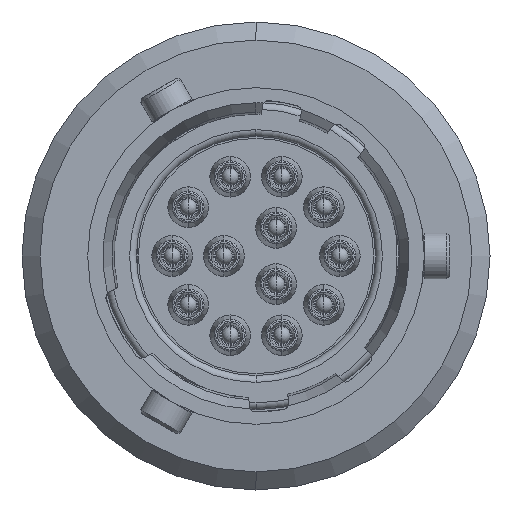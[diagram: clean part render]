
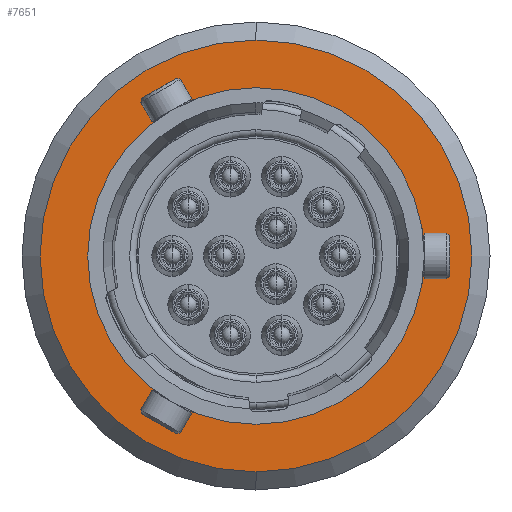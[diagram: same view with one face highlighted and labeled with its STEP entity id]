
A CAD part, left-side view. The second image highlights one B-rep face of the part: STEP entity #7651.
In plain terms, the highlighted planar face has unit normal (-1, 0, 0).
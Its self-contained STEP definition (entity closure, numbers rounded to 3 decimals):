
#1417 = CARTESIAN_POINT ( 'NONE',  ( 15.98, 0., -7.445 ) ) ;
#2199 = DIRECTION ( 'NONE',  ( 0., 0., -1. ) ) ;
#2864 = CIRCLE ( 'NONE', #26940, 7.445 ) ;
#2968 = CARTESIAN_POINT ( 'NONE',  ( 15.98, 7.445, 0. ) ) ;
#3802 = EDGE_LOOP ( 'NONE', ( #21612, #20736 ) ) ;
#4005 = FACE_OUTER_BOUND ( 'NONE', #36352, .T. ) ;
#4138 = VERTEX_POINT ( 'NONE', #35263 ) ;
#7651 = ADVANCED_FACE ( 'NONE', ( #4005, #32541 ), #17270, .F. ) ;
#11115 = CARTESIAN_POINT ( 'NONE',  ( 15.98, 0., 0. ) ) ;
#15200 = CARTESIAN_POINT ( 'NONE',  ( 15.98, 0., 0. ) ) ;
#15656 = DIRECTION ( 'NONE',  ( 0., 0., 1. ) ) ;
#15977 = EDGE_CURVE ( 'NONE', #32145, #4138, #25881, .T. ) ;
#16887 = DIRECTION ( 'NONE',  ( 0., 0., -1. ) ) ;
#17270 = PLANE ( 'NONE',  #43909 ) ;
#17677 = CARTESIAN_POINT ( 'NONE',  ( 15.98, 0., 7.445 ) ) ;
#18385 = VERTEX_POINT ( 'NONE', #1417 ) ;
#20736 = ORIENTED_EDGE ( 'NONE', *, *, #27414, .F. ) ;
#21457 = CARTESIAN_POINT ( 'NONE',  ( 15.98, 0., -9.55 ) ) ;
#21612 = ORIENTED_EDGE ( 'NONE', *, *, #44952, .F. ) ;
#25661 = AXIS2_PLACEMENT_3D ( 'NONE', #44445, #44291, #2199 ) ;
#25881 = CIRCLE ( 'NONE', #36914, 9.55 ) ;
#26940 = AXIS2_PLACEMENT_3D ( 'NONE', #15200, #29463, #15656 ) ;
#27284 = EDGE_CURVE ( 'NONE', #4138, #32145, #38484, .T. ) ;
#27414 = EDGE_CURVE ( 'NONE', #18385, #31597, #27508, .T. ) ;
#27499 = CARTESIAN_POINT ( 'NONE',  ( 15.98, 0., 0. ) ) ;
#27508 = CIRCLE ( 'NONE', #40345, 7.445 ) ;
#29463 = DIRECTION ( 'NONE',  ( -1., 0., 0. ) ) ;
#31597 = VERTEX_POINT ( 'NONE', #17677 ) ;
#31832 = DIRECTION ( 'NONE',  ( -1., 0., 0. ) ) ;
#31981 = DIRECTION ( 'NONE',  ( 0., 0., 1. ) ) ;
#32145 = VERTEX_POINT ( 'NONE', #21457 ) ;
#32541 = FACE_BOUND ( 'NONE', #3802, .T. ) ;
#35263 = CARTESIAN_POINT ( 'NONE',  ( 15.98, 0., 9.55 ) ) ;
#36352 = EDGE_LOOP ( 'NONE', ( #37220, #40191 ) ) ;
#36914 = AXIS2_PLACEMENT_3D ( 'NONE', #27499, #41704, #16887 ) ;
#37220 = ORIENTED_EDGE ( 'NONE', *, *, #15977, .T. ) ;
#38484 = CIRCLE ( 'NONE', #25661, 9.55 ) ;
#40191 = ORIENTED_EDGE ( 'NONE', *, *, #27284, .T. ) ;
#40345 = AXIS2_PLACEMENT_3D ( 'NONE', #11115, #31832, #31981 ) ;
#41491 = DIRECTION ( 'NONE',  ( 1., 0., 0. ) ) ;
#41704 = DIRECTION ( 'NONE',  ( -1., 0., 0. ) ) ;
#43909 = AXIS2_PLACEMENT_3D ( 'NONE', #2968, #41491, #45372 ) ;
#44291 = DIRECTION ( 'NONE',  ( -1., 0., 0. ) ) ;
#44445 = CARTESIAN_POINT ( 'NONE',  ( 15.98, 0., 0. ) ) ;
#44952 = EDGE_CURVE ( 'NONE', #31597, #18385, #2864, .T. ) ;
#45372 = DIRECTION ( 'NONE',  ( 0., 0., -1. ) ) ;
